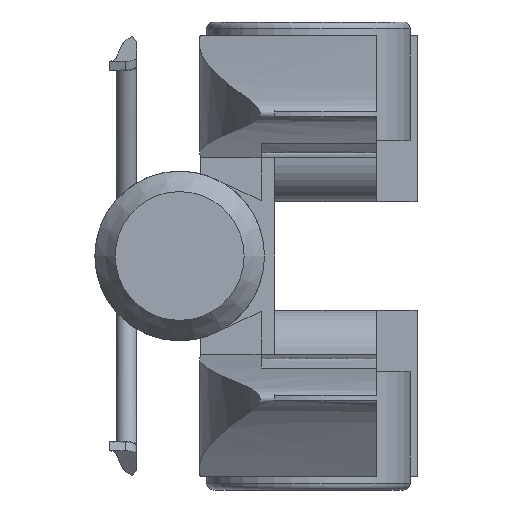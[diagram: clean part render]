
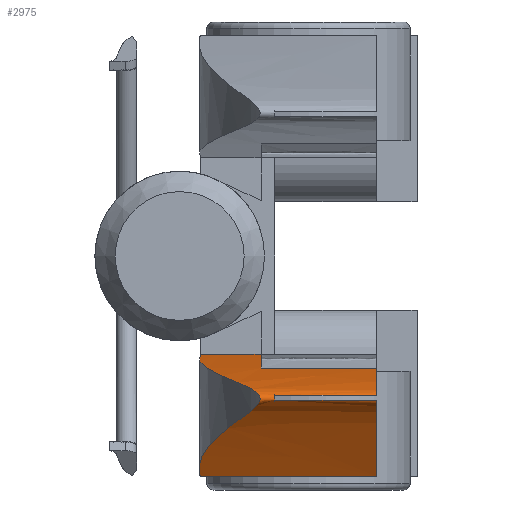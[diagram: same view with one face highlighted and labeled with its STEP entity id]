
A CAD part, left-side view. The second image highlights one B-rep face of the part: STEP entity #2975.
In plain terms, the highlighted free-form (B-spline) face has degree [2, 1] with [3, 2] control points.
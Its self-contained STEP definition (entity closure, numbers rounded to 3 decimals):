
#54=(
BOUNDED_CURVE()
B_SPLINE_CURVE(2,(#4598,#4599,#4600),.UNSPECIFIED.,.F.,.F.)
B_SPLINE_CURVE_WITH_KNOTS((3,3),(4.041,6.639),
 .UNSPECIFIED.)
CURVE()
GEOMETRIC_REPRESENTATION_ITEM()
RATIONAL_B_SPLINE_CURVE((1.985,1.897,1.289))
REPRESENTATION_ITEM('')
);
#59=(
BOUNDED_CURVE()
B_SPLINE_CURVE(2,(#5101,#5102,#5103),.UNSPECIFIED.,.F.,.F.)
B_SPLINE_CURVE_WITH_KNOTS((3,3),(0.,3.455),.UNSPECIFIED.)
CURVE()
GEOMETRIC_REPRESENTATION_ITEM()
RATIONAL_B_SPLINE_CURVE((1.,1.959,1.998))
REPRESENTATION_ITEM('')
);
#73=B_SPLINE_CURVE_WITH_KNOTS('',3,(#4362,#4363,#4364,#4365),
 .UNSPECIFIED.,.F.,.F.,(4,4),(-1.553,-0.05),
 .UNSPECIFIED.);
#89=B_SPLINE_CURVE_WITH_KNOTS('',3,(#4995,#4996,#4997,#4998,#4999,#5000,
#5001,#5002,#5003,#5004),.UNSPECIFIED.,.F.,.F.,(4,2,2,2,4),(-8.042,
-7.797,-7.576,-7.357,-7.309),
 .UNSPECIFIED.);
#92=B_SPLINE_CURVE_WITH_KNOTS('',3,(#5061,#5062,#5063,#5064,#5065,#5066,
#5067,#5068,#5069,#5070,#5071,#5072,#5073,#5074,#5075,#5076,#5077,#5078,
#5079,#5080,#5081,#5082,#5083,#5084,#5085,#5086,#5087,#5088,#5089,#5090,
#5091,#5092,#5093,#5094,#5095,#5096,#5097,#5098,#5099,#5100),
 .UNSPECIFIED.,.F.,.F.,(4,2,2,2,2,2,2,2,2,2,2,2,2,2,2,2,2,2,2,4),(0.,0.264,
0.521,0.904,1.829,3.627,4.643,
4.816,4.919,4.998,5.079,5.201,
5.457,6.316,9.264,13.601,14.541,
15.167,15.515,15.871),.UNSPECIFIED.);
#141=(
BOUNDED_SURFACE()
B_SPLINE_SURFACE(2,1,((#5054,#5055),(#5056,#5057),(#5058,#5059)),
 .UNSPECIFIED.,.F.,.F.,.F.)
B_SPLINE_SURFACE_WITH_KNOTS((3,3),(2,2),(0.,7.204),(0.,2.7),
 .UNSPECIFIED.)
GEOMETRIC_REPRESENTATION_ITEM()
RATIONAL_B_SPLINE_SURFACE(((1.,1.),(3.,3.),(1.,1.)))
REPRESENTATION_ITEM('')
SURFACE()
);
#272=LINE('',#4638,#515);
#278=LINE('',#4663,#521);
#280=LINE('',#4666,#523);
#289=LINE('',#5023,#532);
#292=LINE('',#5046,#535);
#294=LINE('',#5060,#537);
#515=VECTOR('',#3584,10.);
#521=VECTOR('',#3594,10.);
#523=VECTOR('',#3596,10.);
#532=VECTOR('',#3653,10.);
#535=VECTOR('',#3658,10.);
#537=VECTOR('',#3662,10.);
#861=FACE_OUTER_BOUND('',#1041,.T.);
#1041=EDGE_LOOP('',(#2292,#2293,#2294,#2295,#2296,#2297,#2298,#2299,#2300,
#2301,#2302));
#1319=VERTEX_POINT('',#4359);
#1320=VERTEX_POINT('',#4361);
#1339=VERTEX_POINT('',#4593);
#1340=VERTEX_POINT('',#4597);
#1350=VERTEX_POINT('',#4626);
#1357=VERTEX_POINT('',#4660);
#1358=VERTEX_POINT('',#4662);
#1359=VERTEX_POINT('',#4664);
#1382=VERTEX_POINT('',#4990);
#1383=VERTEX_POINT('',#4994);
#1384=VERTEX_POINT('',#5022);
#1626=EDGE_CURVE('',#1319,#1320,#73,.T.);
#1655=EDGE_CURVE('',#1340,#1339,#54,.T.);
#1669=EDGE_CURVE('',#1350,#1319,#272,.T.);
#1677=EDGE_CURVE('',#1357,#1358,#278,.T.);
#1679=EDGE_CURVE('',#1359,#1350,#280,.T.);
#1716=EDGE_CURVE('',#1382,#1383,#89,.T.);
#1718=EDGE_CURVE('',#1383,#1384,#289,.T.);
#1723=EDGE_CURVE('',#1340,#1382,#292,.T.);
#1726=EDGE_CURVE('',#1320,#1339,#294,.T.);
#1727=EDGE_CURVE('',#1359,#1358,#92,.T.);
#1728=EDGE_CURVE('',#1357,#1384,#59,.T.);
#2292=ORIENTED_EDGE('',*,*,#1723,.F.);
#2293=ORIENTED_EDGE('',*,*,#1655,.T.);
#2294=ORIENTED_EDGE('',*,*,#1726,.F.);
#2295=ORIENTED_EDGE('',*,*,#1626,.F.);
#2296=ORIENTED_EDGE('',*,*,#1669,.F.);
#2297=ORIENTED_EDGE('',*,*,#1679,.F.);
#2298=ORIENTED_EDGE('',*,*,#1727,.T.);
#2299=ORIENTED_EDGE('',*,*,#1677,.F.);
#2300=ORIENTED_EDGE('',*,*,#1728,.T.);
#2301=ORIENTED_EDGE('',*,*,#1718,.F.);
#2302=ORIENTED_EDGE('',*,*,#1716,.F.);
#2975=ADVANCED_FACE('',(#861),#141,.T.);
#3584=DIRECTION('',(0.,-1.,0.));
#3594=DIRECTION('',(0.,1.,0.));
#3596=DIRECTION('',(0.,-1.,0.));
#3653=DIRECTION('',(0.,-1.,0.));
#3658=DIRECTION('',(0.,1.,0.));
#3662=DIRECTION('',(0.,-1.,0.));
#4359=CARTESIAN_POINT('',(35.,17.,-14.5));
#4361=CARTESIAN_POINT('',(19.396,17.,-16.52));
#4362=CARTESIAN_POINT('Ctrl Pts',(35.,17.,-14.5));
#4363=CARTESIAN_POINT('Ctrl Pts',(30.176,17.,-15.098));
#4364=CARTESIAN_POINT('Ctrl Pts',(24.409,17.,-15.829));
#4365=CARTESIAN_POINT('Ctrl Pts',(19.396,17.,-16.52));
#4593=CARTESIAN_POINT('',(19.396,0.,-16.52));
#4597=CARTESIAN_POINT('',(0.463,0.,-20.528));
#4598=CARTESIAN_POINT('Ctrl Pts',(0.463,0.,-20.528));
#4599=CARTESIAN_POINT('Ctrl Pts',(2.087,0.,-18.905));
#4600=CARTESIAN_POINT('Ctrl Pts',(19.396,0.,-16.52));
#4626=CARTESIAN_POINT('',(35.,22.973,-14.5));
#4638=CARTESIAN_POINT('',(35.,0.,-14.5));
#4660=CARTESIAN_POINT('',(35.,0.,-32.5));
#4662=CARTESIAN_POINT('',(35.,26.,-32.5));
#4663=CARTESIAN_POINT('',(35.,0.,-32.5));
#4664=CARTESIAN_POINT('',(35.,26.,-14.5));
#4666=CARTESIAN_POINT('',(35.,0.,-14.5));
#4990=CARTESIAN_POINT('',(0.463,15.,-20.528));
#4994=CARTESIAN_POINT('',(0.231,15.,-21.248));
#4995=CARTESIAN_POINT('Ctrl Pts',(0.463,15.,-20.528));
#4996=CARTESIAN_POINT('Ctrl Pts',(0.399,15.,-20.592));
#4997=CARTESIAN_POINT('Ctrl Pts',(0.341,15.,-20.662));
#4998=CARTESIAN_POINT('Ctrl Pts',(0.255,15.,-20.809));
#4999=CARTESIAN_POINT('Ctrl Pts',(0.225,15.,-20.883));
#5000=CARTESIAN_POINT('Ctrl Pts',(0.197,15.,-21.041));
#5001=CARTESIAN_POINT('Ctrl Pts',(0.2,15.,-21.119));
#5002=CARTESIAN_POINT('Ctrl Pts',(0.222,15.,-21.214));
#5003=CARTESIAN_POINT('Ctrl Pts',(0.226,15.,-21.231));
#5004=CARTESIAN_POINT('Ctrl Pts',(0.231,15.,-21.248));
#5022=CARTESIAN_POINT('',(0.231,0.,-21.248));
#5023=CARTESIAN_POINT('',(0.231,15.,-21.248));
#5046=CARTESIAN_POINT('',(0.463,15.,-20.528));
#5054=CARTESIAN_POINT('Ctrl Pts',(35.,0.,-32.5));
#5055=CARTESIAN_POINT('Ctrl Pts',(35.,27.,-32.5));
#5056=CARTESIAN_POINT('Ctrl Pts',(-11.397,0.,-20.25));
#5057=CARTESIAN_POINT('Ctrl Pts',(-11.397,27.,-20.25));
#5058=CARTESIAN_POINT('Ctrl Pts',(35.,0.,-14.5));
#5059=CARTESIAN_POINT('Ctrl Pts',(35.,27.,-14.5));
#5060=CARTESIAN_POINT('',(19.396,0.,-16.52));
#5061=CARTESIAN_POINT('Ctrl Pts',(35.,26.,-14.5));
#5062=CARTESIAN_POINT('Ctrl Pts',(34.13,26.064,-14.608));
#5063=CARTESIAN_POINT('Ctrl Pts',(33.259,26.107,-14.716));
#5064=CARTESIAN_POINT('Ctrl Pts',(31.536,26.154,-14.932));
#5065=CARTESIAN_POINT('Ctrl Pts',(30.684,26.157,-15.039));
#5066=CARTESIAN_POINT('Ctrl Pts',(28.567,26.119,-15.308));
#5067=CARTESIAN_POINT('Ctrl Pts',(27.302,26.053,-15.47));
#5068=CARTESIAN_POINT('Ctrl Pts',(22.995,25.685,-16.029));
#5069=CARTESIAN_POINT('Ctrl Pts',(19.977,25.178,-16.431));
#5070=CARTESIAN_POINT('Ctrl Pts',(11.261,22.98,-17.672));
#5071=CARTESIAN_POINT('Ctrl Pts',(6.848,20.904,-18.406));
#5072=CARTESIAN_POINT('Ctrl Pts',(2.458,18.543,-19.498));
#5073=CARTESIAN_POINT('Ctrl Pts',(1.225,17.78,-19.918));
#5074=CARTESIAN_POINT('Ctrl Pts',(0.516,17.332,-20.471));
#5075=CARTESIAN_POINT('Ctrl Pts',(0.411,17.265,-20.569));
#5076=CARTESIAN_POINT('Ctrl Pts',(0.286,17.184,-20.749));
#5077=CARTESIAN_POINT('Ctrl Pts',(0.246,17.159,-20.825));
#5078=CARTESIAN_POINT('Ctrl Pts',(0.206,17.133,-20.971));
#5079=CARTESIAN_POINT('Ctrl Pts',(0.199,17.129,-21.036));
#5080=CARTESIAN_POINT('Ctrl Pts',(0.209,17.135,-21.172));
#5081=CARTESIAN_POINT('Ctrl Pts',(0.225,17.146,-21.238));
#5082=CARTESIAN_POINT('Ctrl Pts',(0.286,17.185,-21.395));
#5083=CARTESIAN_POINT('Ctrl Pts',(0.341,17.22,-21.482));
#5084=CARTESIAN_POINT('Ctrl Pts',(0.524,17.337,-21.718));
#5085=CARTESIAN_POINT('Ctrl Pts',(0.694,17.444,-21.867));
#5086=CARTESIAN_POINT('Ctrl Pts',(1.481,17.936,-22.455));
#5087=CARTESIAN_POINT('Ctrl Pts',(2.39,18.475,-22.869));
#5088=CARTESIAN_POINT('Ctrl Pts',(4.697,19.784,-23.872));
#5089=CARTESIAN_POINT('Ctrl Pts',(7.367,21.175,-24.774));
#5090=CARTESIAN_POINT('Ctrl Pts',(15.804,24.375,-27.335));
#5091=CARTESIAN_POINT('Ctrl Pts',(21.097,25.565,-28.78));
#5092=CARTESIAN_POINT('Ctrl Pts',(27.669,26.073,-30.55));
#5093=CARTESIAN_POINT('Ctrl Pts',(28.842,26.127,-30.864));
#5094=CARTESIAN_POINT('Ctrl Pts',(30.798,26.157,-31.386));
#5095=CARTESIAN_POINT('Ctrl Pts',(31.579,26.152,-31.594));
#5096=CARTESIAN_POINT('Ctrl Pts',(32.797,26.12,-31.917));
#5097=CARTESIAN_POINT('Ctrl Pts',(33.232,26.103,-32.032));
#5098=CARTESIAN_POINT('Ctrl Pts',(34.111,26.06,-32.265));
#5099=CARTESIAN_POINT('Ctrl Pts',(34.556,26.033,-32.383));
#5100=CARTESIAN_POINT('Ctrl Pts',(35.,26.,-32.5));
#5101=CARTESIAN_POINT('Ctrl Pts',(35.,0.,-32.5));
#5102=CARTESIAN_POINT('Ctrl Pts',(0.925,0.,-23.503));
#5103=CARTESIAN_POINT('Ctrl Pts',(0.231,0.,-21.248));
